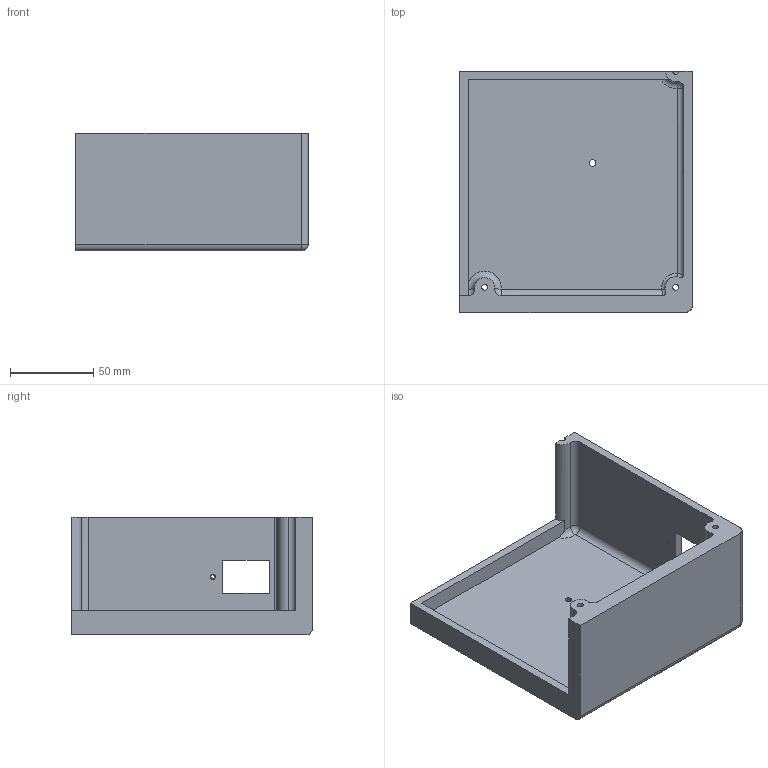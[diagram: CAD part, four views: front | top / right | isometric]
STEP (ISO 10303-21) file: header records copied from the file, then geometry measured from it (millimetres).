
FILE_DESCRIPTION(/* description */ (''),/* implementation_level */ '2;1');
FILE_NAME(/* name */ 'base 22.step',/* time_stamp */ '2020-12-18T16:20:35+06:00',/* author */ (''),/* organization */ (''),/* preprocessor_version */ 'ST-DEVELOPER v18.1',/* originating_system */ 'Autodesk Translation Framework v9.7.1.1290',/* authorisation */ '');
FILE_SCHEMA (('AUTOMOTIVE_DESIGN { 1 0 10303 214 3 1 1 }'));
Length unit declared in the file: millimetre
Products named in the file (1): base 22
Bounding box: 140 x 145 x 71 mm (x, y, z)
Volume: 261636.8 mm3; surface area: 89614.6 mm2
Topology: 1 solids, 1 shells, 139 faces, 396 edges, 249 vertices
Faces by surface type: cylinder 88, plane 27, bspline 13, torus 7, sphere 4
Full cylindrical faces by diameter (mm): 2.529 x11, 3.086 x7, 3.5 x2, 4 x1, 7 x3
Entity records: 8186 total; most frequent: CARTESIAN_POINT 4885, ORIENTED_EDGE 792, DIRECTION 519, EDGE_CURVE 396, VERTEX_POINT 249, B_SPLINE_CURVE_WITH_KNOTS 202, AXIS2_PLACEMENT_3D 198, EDGE_LOOP 153
